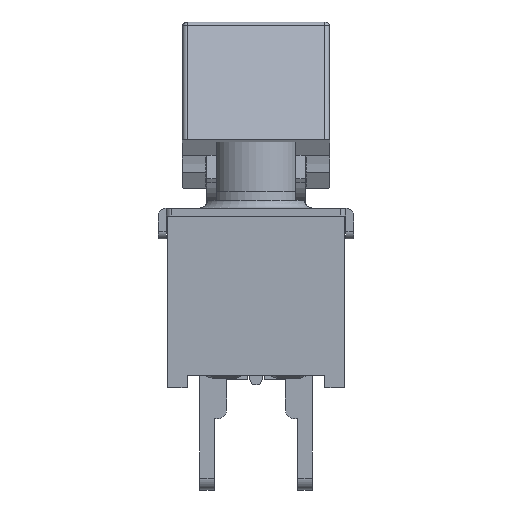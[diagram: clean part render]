
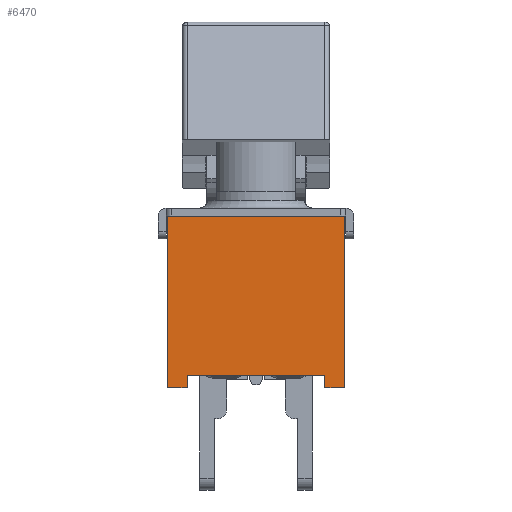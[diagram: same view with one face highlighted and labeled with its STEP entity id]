
A CAD part, left-side view. The second image highlights one B-rep face of the part: STEP entity #6470.
In plain terms, the highlighted planar face has unit normal (-1, 0, 0).
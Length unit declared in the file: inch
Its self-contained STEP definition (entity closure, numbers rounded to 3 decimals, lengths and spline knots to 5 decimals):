
#592=FACE_OUTER_BOUND('',#959,.T.);
#959=EDGE_LOOP('',(#4789,#4790,#4791,#4792,#4793,#4794,#4795,#4796));
#1447=LINE('',#9786,#2117);
#1452=LINE('',#9796,#2122);
#1458=LINE('',#9806,#2128);
#1466=LINE('',#9822,#2136);
#1469=LINE('',#9826,#2139);
#1471=LINE('',#9831,#2141);
#1474=LINE('',#9836,#2144);
#1475=LINE('',#9838,#2145);
#2117=VECTOR('',#7617,0.3937);
#2122=VECTOR('',#7624,0.3937);
#2128=VECTOR('',#7634,0.3937);
#2136=VECTOR('',#7646,0.3937);
#2139=VECTOR('',#7651,0.3937);
#2141=VECTOR('',#7657,0.3937);
#2144=VECTOR('',#7662,0.3937);
#2145=VECTOR('',#7665,0.3937);
#2749=VERTEX_POINT('',#9783);
#2750=VERTEX_POINT('',#9785);
#2751=VERTEX_POINT('',#9789);
#2754=VERTEX_POINT('',#9794);
#2761=VERTEX_POINT('',#9819);
#2762=VERTEX_POINT('',#9821);
#2763=VERTEX_POINT('',#9829);
#2764=VERTEX_POINT('',#9834);
#3485=EDGE_CURVE('',#2750,#2749,#1447,.T.);
#3490=EDGE_CURVE('',#2751,#2754,#1452,.T.);
#3496=EDGE_CURVE('',#2749,#2751,#1458,.T.);
#3504=EDGE_CURVE('',#2761,#2762,#1466,.T.);
#3507=EDGE_CURVE('',#2750,#2761,#1469,.T.);
#3509=EDGE_CURVE('',#2763,#2754,#1471,.T.);
#3512=EDGE_CURVE('',#2763,#2764,#1474,.T.);
#3513=EDGE_CURVE('',#2764,#2762,#1475,.T.);
#4789=ORIENTED_EDGE('',*,*,#3490,.T.);
#4790=ORIENTED_EDGE('',*,*,#3509,.F.);
#4791=ORIENTED_EDGE('',*,*,#3512,.T.);
#4792=ORIENTED_EDGE('',*,*,#3513,.T.);
#4793=ORIENTED_EDGE('',*,*,#3504,.F.);
#4794=ORIENTED_EDGE('',*,*,#3507,.F.);
#4795=ORIENTED_EDGE('',*,*,#3485,.T.);
#4796=ORIENTED_EDGE('',*,*,#3496,.T.);
#6213=PLANE('',#6829);
#6470=ADVANCED_FACE('',(#592),#6213,.T.);
#6829=AXIS2_PLACEMENT_3D('',#9837,#7663,#7664);
#7617=DIRECTION('',(0.,0.,1.));
#7624=DIRECTION('',(0.,0.,-1.));
#7634=DIRECTION('',(0.,-1.,0.));
#7646=DIRECTION('',(0.,0.,1.));
#7651=DIRECTION('',(0.,1.,0.));
#7657=DIRECTION('',(0.,1.,0.));
#7662=DIRECTION('',(0.,0.,1.));
#7663=DIRECTION('center_axis',(-1.,0.,0.));
#7664=DIRECTION('ref_axis',(0.,0.,1.));
#7665=DIRECTION('',(0.,1.,0.));
#9783=CARTESIAN_POINT('',(-0.16004,0.14055,0.02559));
#9785=CARTESIAN_POINT('',(-0.16004,0.14055,0.));
#9786=CARTESIAN_POINT('',(-0.16004,0.14055,0.));
#9789=CARTESIAN_POINT('',(-0.16004,-0.14055,0.02559));
#9794=CARTESIAN_POINT('',(-0.16004,-0.14055,0.));
#9796=CARTESIAN_POINT('',(-0.16004,-0.14055,0.));
#9806=CARTESIAN_POINT('',(-0.16004,-0.08996,0.02559));
#9819=CARTESIAN_POINT('',(-0.16004,0.17992,0.));
#9821=CARTESIAN_POINT('',(-0.16004,0.17992,0.35039));
#9822=CARTESIAN_POINT('',(-0.16004,0.17992,0.));
#9826=CARTESIAN_POINT('',(-0.16004,-0.17992,0.));
#9829=CARTESIAN_POINT('',(-0.16004,-0.17992,0.));
#9831=CARTESIAN_POINT('',(-0.16004,-0.17992,0.));
#9834=CARTESIAN_POINT('',(-0.16004,-0.17992,0.35039));
#9836=CARTESIAN_POINT('',(-0.16004,-0.17992,0.));
#9837=CARTESIAN_POINT('Origin',(-0.16004,-0.17992,0.));
#9838=CARTESIAN_POINT('',(-0.16004,-0.17992,0.35039));
